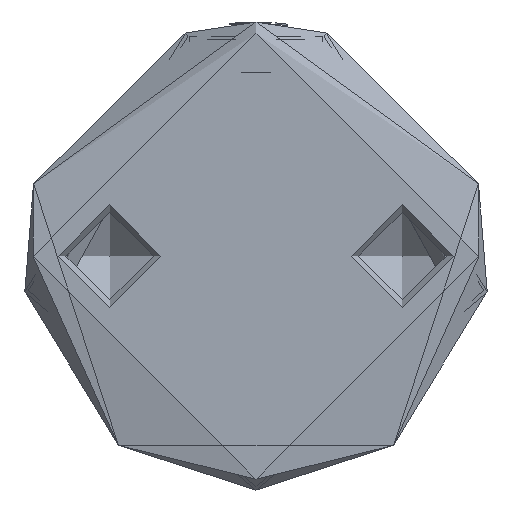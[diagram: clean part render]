
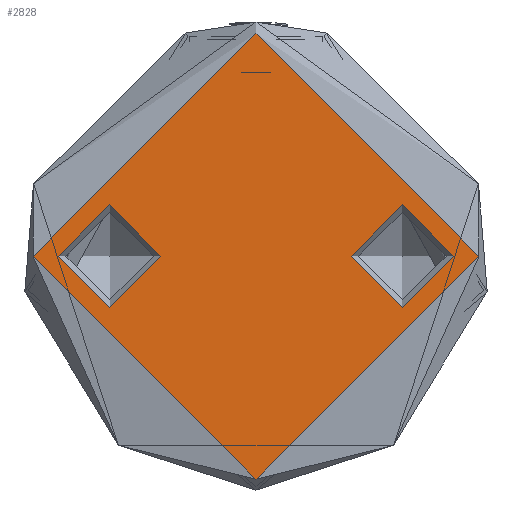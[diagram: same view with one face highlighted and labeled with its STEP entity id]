
A CAD part, front view. The second image highlights one B-rep face of the part: STEP entity #2828.
In plain terms, the highlighted face is planar.
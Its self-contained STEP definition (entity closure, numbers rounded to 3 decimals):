
#195 = PLANE ( 'NONE',  #3085 ) ;
#209 = DIRECTION ( 'NONE',  ( 0., 0., 1. ) ) ;
#302 = EDGE_CURVE ( 'NONE', #2481, #2481, #581, .T. ) ;
#318 = DIRECTION ( 'NONE',  ( 0., 1., 0. ) ) ;
#406 = DIRECTION ( 'NONE',  ( 1., 0., 0. ) ) ;
#462 = DIRECTION ( 'NONE',  ( 0., 0., 1. ) ) ;
#581 = CIRCLE ( 'NONE', #2479, 3.5 ) ;
#832 = VERTEX_POINT ( 'NONE', #2630 ) ;
#1197 = CIRCLE ( 'NONE', #5140, 15.25 ) ;
#1691 = EDGE_LOOP ( 'NONE', ( #6003 ) ) ;
#1712 = CARTESIAN_POINT ( 'NONE',  ( 0., 13.5, 0. ) ) ;
#2284 = EDGE_CURVE ( 'NONE', #832, #832, #5521, .T. ) ;
#2479 = AXIS2_PLACEMENT_3D ( 'NONE', #5992, #3097, #318 ) ;
#2481 = VERTEX_POINT ( 'NONE', #1712 ) ;
#2630 = CARTESIAN_POINT ( 'NONE',  ( 0., -13.5, 0. ) ) ;
#2828 = ADVANCED_FACE ( 'NONE', ( #3016, #4470, #3906 ), #195, .T. ) ;
#2986 = CARTESIAN_POINT ( 'NONE',  ( 0., 0., 0. ) ) ;
#3016 = FACE_BOUND ( 'NONE', #1691, .T. ) ;
#3085 = AXIS2_PLACEMENT_3D ( 'NONE', #2986, #209, #3488 ) ;
#3097 = DIRECTION ( 'NONE',  ( 0., 0., -1. ) ) ;
#3116 = EDGE_LOOP ( 'NONE', ( #3564 ) ) ;
#3203 = DIRECTION ( 'NONE',  ( 0., 0., 1. ) ) ;
#3254 = CARTESIAN_POINT ( 'NONE',  ( 0., -10., 0. ) ) ;
#3488 = DIRECTION ( 'NONE',  ( 1., 0., 0. ) ) ;
#3564 = ORIENTED_EDGE ( 'NONE', *, *, #4034, .T. ) ;
#3757 = ORIENTED_EDGE ( 'NONE', *, *, #302, .T. ) ;
#3768 = DIRECTION ( 'NONE',  ( 0., -1., 0. ) ) ;
#3906 = FACE_OUTER_BOUND ( 'NONE', #3116, .T. ) ;
#4034 = EDGE_CURVE ( 'NONE', #5571, #5571, #1197, .T. ) ;
#4138 = CARTESIAN_POINT ( 'NONE',  ( 15.25, 0., 0. ) ) ;
#4470 = FACE_BOUND ( 'NONE', #5520, .T. ) ;
#4618 = AXIS2_PLACEMENT_3D ( 'NONE', #3254, #462, #3768 ) ;
#5140 = AXIS2_PLACEMENT_3D ( 'NONE', #6085, #3203, #406 ) ;
#5520 = EDGE_LOOP ( 'NONE', ( #3757 ) ) ;
#5521 = CIRCLE ( 'NONE', #4618, 3.5 ) ;
#5571 = VERTEX_POINT ( 'NONE', #4138 ) ;
#5992 = CARTESIAN_POINT ( 'NONE',  ( 0., 10., 0. ) ) ;
#6003 = ORIENTED_EDGE ( 'NONE', *, *, #2284, .F. ) ;
#6085 = CARTESIAN_POINT ( 'NONE',  ( 0., 0., 0. ) ) ;
